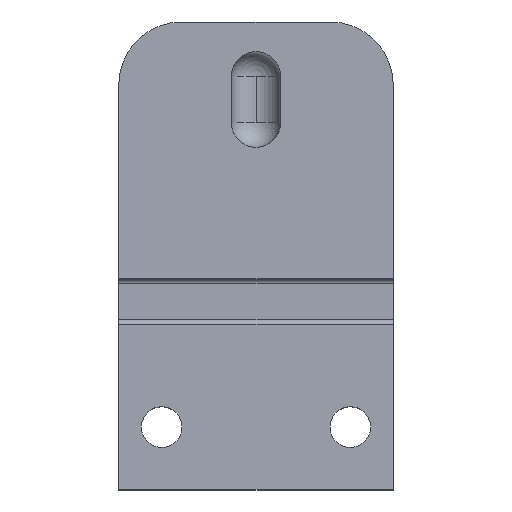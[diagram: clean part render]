
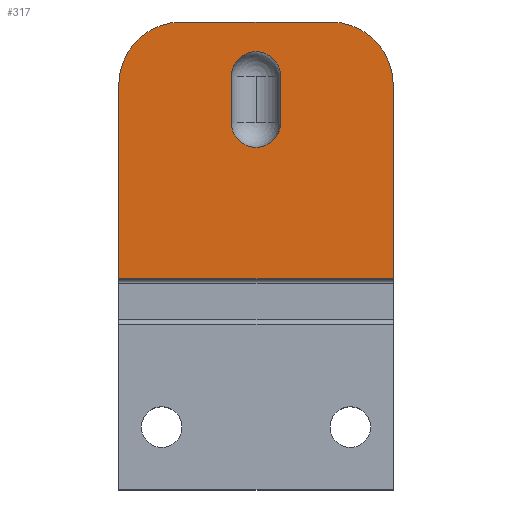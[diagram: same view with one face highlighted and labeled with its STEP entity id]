
A CAD part, top view. The second image highlights one B-rep face of the part: STEP entity #317.
In plain terms, the highlighted planar face has unit normal (0, 0, 1).
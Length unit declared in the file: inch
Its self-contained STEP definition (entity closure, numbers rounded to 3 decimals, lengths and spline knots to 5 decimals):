
#14 = EDGE_CURVE ( 'NONE', #53, #702, #128, .T. ) ;
#20 = LINE ( 'NONE', #127, #549 ) ;
#21 = CARTESIAN_POINT ( 'NONE',  ( 0., 0.83858, 0.12 ) ) ;
#27 = VERTEX_POINT ( 'NONE', #238 ) ;
#37 = CARTESIAN_POINT ( 'NONE',  ( 0.44705, 1.46055, 0.12 ) ) ;
#41 = FACE_BOUND ( 'NONE', #84, .T. ) ;
#46 = VECTOR ( 'NONE', #87, 39.37008 ) ;
#49 = EDGE_CURVE ( 'NONE', #659, #683, #701, .T. ) ;
#53 = VERTEX_POINT ( 'NONE', #709 ) ;
#67 = EDGE_LOOP ( 'NONE', ( #311, #674, #678, #393, #585, #164 ) ) ;
#84 = EDGE_LOOP ( 'NONE', ( #524, #166, #271, #598 ) ) ;
#87 = DIRECTION ( 'NONE',  ( -1., 0., 0. ) ) ;
#97 = AXIS2_PLACEMENT_3D ( 'NONE', #226, #384, #670 ) ;
#113 = CARTESIAN_POINT ( 'NONE',  ( 1.09094, 1.61024, 0.12 ) ) ;
#115 = DIRECTION ( 'NONE',  ( 0., -1., 0. ) ) ;
#121 = DIRECTION ( 'NONE',  ( 0., 0., -1. ) ) ;
#127 = CARTESIAN_POINT ( 'NONE',  ( 1.09094, 0.83858, 0.12 ) ) ;
#128 = LINE ( 'NONE', #241, #469 ) ;
#137 = VERTEX_POINT ( 'NONE', #21 ) ;
#156 = CIRCLE ( 'NONE', #449, 0.09843 ) ;
#160 = DIRECTION ( 'NONE',  ( -1., 0., 0. ) ) ;
#164 = ORIENTED_EDGE ( 'NONE', *, *, #362, .F. ) ;
#166 = ORIENTED_EDGE ( 'NONE', *, *, #14, .F. ) ;
#182 = VERTEX_POINT ( 'NONE', #551 ) ;
#191 = EDGE_CURVE ( 'NONE', #283, #182, #194, .T. ) ;
#194 = LINE ( 'NONE', #369, #300 ) ;
#217 = CARTESIAN_POINT ( 'NONE',  ( 0.25, 1.61024, 0.12 ) ) ;
#226 = CARTESIAN_POINT ( 'NONE',  ( 0.84094, 1.61024, 0.12 ) ) ;
#238 = CARTESIAN_POINT ( 'NONE',  ( 1.09094, 0.83858, 0.12 ) ) ;
#240 = EDGE_CURVE ( 'NONE', #659, #667, #269, .T. ) ;
#241 = CARTESIAN_POINT ( 'NONE',  ( 0.6439, 1.46055, 0.12 ) ) ;
#247 = CARTESIAN_POINT ( 'NONE',  ( 0.54547, 1.6437, 0.12 ) ) ;
#250 = DIRECTION ( 'NONE',  ( -1., 0., 0. ) ) ;
#254 = CARTESIAN_POINT ( 'NONE',  ( 0., 0., 0.12 ) ) ;
#269 = CIRCLE ( 'NONE', #97, 0.25 ) ;
#271 = ORIENTED_EDGE ( 'NONE', *, *, #304, .F. ) ;
#277 = FACE_OUTER_BOUND ( 'NONE', #67, .T. ) ;
#283 = VERTEX_POINT ( 'NONE', #37 ) ;
#300 = VECTOR ( 'NONE', #655, 39.37008 ) ;
#304 = EDGE_CURVE ( 'NONE', #283, #53, #156, .T. ) ;
#311 = ORIENTED_EDGE ( 'NONE', *, *, #613, .F. ) ;
#317 = ADVANCED_FACE ( 'Face5', ( #41, #277 ), #735, .F. ) ;
#321 = CARTESIAN_POINT ( 'NONE',  ( 0.6439, 1.6437, 0.12 ) ) ;
#332 = CARTESIAN_POINT ( 'NONE',  ( 0.84094, 1.86024, 0.12 ) ) ;
#339 = CIRCLE ( 'NONE', #350, 0.25 ) ;
#350 = AXIS2_PLACEMENT_3D ( 'NONE', #532, #121, #584 ) ;
#362 = EDGE_CURVE ( 'NONE', #661, #683, #339, .T. ) ;
#369 = CARTESIAN_POINT ( 'NONE',  ( 0.44705, 1.46055, 0.12 ) ) ;
#374 = CIRCLE ( 'NONE', #435, 0.09843 ) ;
#380 = EDGE_CURVE ( 'Edge6', #667, #27, #465, .T. ) ;
#384 = DIRECTION ( 'NONE',  ( 0., 0., -1. ) ) ;
#393 = ORIENTED_EDGE ( 'NONE', *, *, #240, .F. ) ;
#435 = AXIS2_PLACEMENT_3D ( 'NONE', #247, #660, #250 ) ;
#447 = CARTESIAN_POINT ( 'NONE',  ( 0.54547, 1.46055, 0.12 ) ) ;
#449 = AXIS2_PLACEMENT_3D ( 'NONE', #447, #503, #564 ) ;
#465 = LINE ( 'NONE', #113, #663 ) ;
#469 = VECTOR ( 'NONE', #638, 39.37008 ) ;
#475 = DIRECTION ( 'NONE',  ( -1., 0., 0. ) ) ;
#483 = DIRECTION ( 'NONE',  ( 0., 1., 0. ) ) ;
#490 = CARTESIAN_POINT ( 'NONE',  ( 0., 1.61024, 0.12 ) ) ;
#491 = CARTESIAN_POINT ( 'NONE',  ( 0.84094, 1.86024, 0.12 ) ) ;
#496 = VECTOR ( 'NONE', #483, 39.37008 ) ;
#503 = DIRECTION ( 'NONE',  ( 0., 0., 1. ) ) ;
#505 = CARTESIAN_POINT ( 'NONE',  ( 1.09094, 1.61024, 0.12 ) ) ;
#506 = EDGE_CURVE ( 'NONE', #27, #137, #20, .T. ) ;
#524 = ORIENTED_EDGE ( 'NONE', *, *, #540, .T. ) ;
#532 = CARTESIAN_POINT ( 'NONE',  ( 0.25, 1.61024, 0.12 ) ) ;
#540 = EDGE_CURVE ( 'NONE', #182, #702, #374, .T. ) ;
#545 = LINE ( 'NONE', #254, #496 ) ;
#549 = VECTOR ( 'NONE', #475, 39.37008 ) ;
#551 = CARTESIAN_POINT ( 'NONE',  ( 0.44705, 1.6437, 0.12 ) ) ;
#563 = CARTESIAN_POINT ( 'NONE',  ( 0.25, 1.86024, 0.12 ) ) ;
#564 = DIRECTION ( 'NONE',  ( 1., 0., 0. ) ) ;
#584 = DIRECTION ( 'NONE',  ( -1., 0., 0. ) ) ;
#585 = ORIENTED_EDGE ( 'NONE', *, *, #49, .T. ) ;
#598 = ORIENTED_EDGE ( 'NONE', *, *, #191, .T. ) ;
#613 = EDGE_CURVE ( 'Edge7', #137, #661, #545, .T. ) ;
#630 = AXIS2_PLACEMENT_3D ( 'NONE', #217, #677, #160 ) ;
#638 = DIRECTION ( 'NONE',  ( 0., 1., 0. ) ) ;
#655 = DIRECTION ( 'NONE',  ( 0., 1., 0. ) ) ;
#659 = VERTEX_POINT ( 'NONE', #332 ) ;
#660 = DIRECTION ( 'NONE',  ( 0., 0., -1. ) ) ;
#661 = VERTEX_POINT ( 'NONE', #490 ) ;
#663 = VECTOR ( 'NONE', #115, 39.37008 ) ;
#667 = VERTEX_POINT ( 'NONE', #505 ) ;
#670 = DIRECTION ( 'NONE',  ( -1., 0., 0. ) ) ;
#674 = ORIENTED_EDGE ( 'NONE', *, *, #506, .F. ) ;
#677 = DIRECTION ( 'NONE',  ( 0., 0., -1. ) ) ;
#678 = ORIENTED_EDGE ( 'NONE', *, *, #380, .F. ) ;
#683 = VERTEX_POINT ( 'NONE', #563 ) ;
#701 = LINE ( 'NONE', #491, #46 ) ;
#702 = VERTEX_POINT ( 'NONE', #321 ) ;
#709 = CARTESIAN_POINT ( 'NONE',  ( 0.6439, 1.46055, 0.12 ) ) ;
#735 = PLANE ( 'NONE',  #630 ) ;
